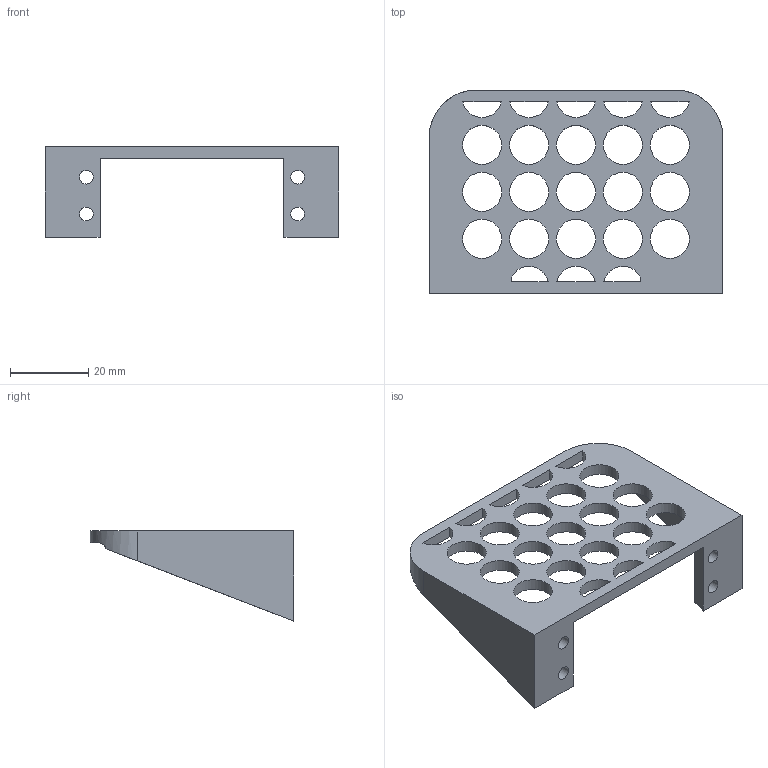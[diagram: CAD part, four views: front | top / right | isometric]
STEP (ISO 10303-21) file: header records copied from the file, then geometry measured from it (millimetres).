
FILE_DESCRIPTION(/* description */ (''),/* implementation_level */ '2;1');
FILE_NAME(/* name */ 'C1_BatteryHolder.stp',/* time_stamp */ '2024-10-09T09:24:23-05:00',/* author */ ('yulio'),/* organization */ (''),/* preprocessor_version */ 'ST-DEVELOPER v20',/* originating_system */ 'Autodesk Inventor 2024',/* authorisation */ '');
FILE_SCHEMA (('AUTOMOTIVE_DESIGN { 1 0 10303 214 3 1 1 }'));
Length unit declared in the file: millimetre
Products named in the file (1): C1_BatteryHolder
Bounding box: 75 x 52 x 23 mm (x, y, z)
Volume: 11588.7 mm3; surface area: 10606.3 mm2
Topology: 1 solids, 1 shells, 55 faces, 159 edges, 106 vertices
Faces by surface type: cylinder 31, plane 24
Full cylindrical faces by diameter (mm): 3.5 x4, 10 x15
Entity records: 2011 total; most frequent: CARTESIAN_POINT 339, DIRECTION 333, ORIENTED_EDGE 318, EDGE_CURVE 159, AXIS2_PLACEMENT_3D 120, EDGE_LOOP 109, VERTEX_POINT 106, LINE 93
